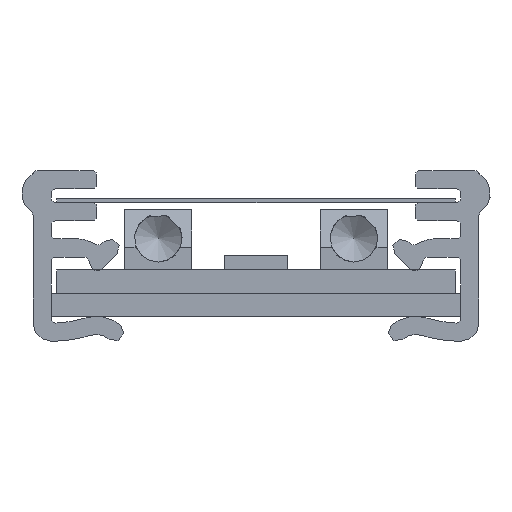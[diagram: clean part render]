
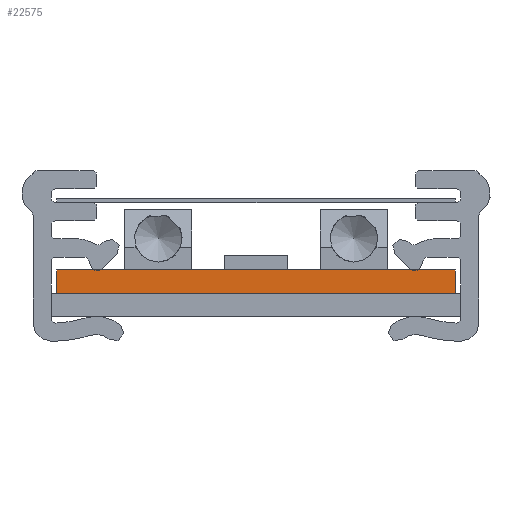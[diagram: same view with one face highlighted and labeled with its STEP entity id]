
A CAD part, front view. The second image highlights one B-rep face of the part: STEP entity #22575.
In plain terms, the highlighted planar face has unit normal (0, -1, 0).
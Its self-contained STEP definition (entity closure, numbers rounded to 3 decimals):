
#1626=FACE_OUTER_BOUND('',#2949,.T.);
#2949=EDGE_LOOP('',(#18874,#18875,#18876,#18877));
#5720=LINE('',#35334,#8458);
#5721=LINE('',#35337,#8459);
#5722=LINE('',#35339,#8460);
#5723=LINE('',#35340,#8461);
#8458=VECTOR('',#29319,10.);
#8459=VECTOR('',#29322,10.);
#8460=VECTOR('',#29323,10.);
#8461=VECTOR('',#29324,10.);
#10408=VERTEX_POINT('',#35330);
#10409=VERTEX_POINT('',#35332);
#10410=VERTEX_POINT('',#35336);
#10411=VERTEX_POINT('',#35338);
#13300=EDGE_CURVE('',#10408,#10409,#5720,.T.);
#13301=EDGE_CURVE('',#10410,#10408,#5721,.T.);
#13302=EDGE_CURVE('',#10411,#10409,#5722,.T.);
#13303=EDGE_CURVE('',#10410,#10411,#5723,.T.);
#18874=ORIENTED_EDGE('',*,*,#13301,.T.);
#18875=ORIENTED_EDGE('',*,*,#13300,.T.);
#18876=ORIENTED_EDGE('',*,*,#13302,.F.);
#18877=ORIENTED_EDGE('',*,*,#13303,.F.);
#20214=PLANE('',#23943);
#22575=ADVANCED_FACE('',(#1626),#20214,.T.);
#23943=AXIS2_PLACEMENT_3D('',#35335,#29320,#29321);
#29319=DIRECTION('',(0.,0.,1.));
#29320=DIRECTION('center_axis',(0.,-1.,0.));
#29321=DIRECTION('ref_axis',(1.,0.,0.));
#29322=DIRECTION('',(1.,0.,0.));
#29323=DIRECTION('',(1.,0.,0.));
#29324=DIRECTION('',(0.,0.,1.));
#35330=CARTESIAN_POINT('',(8.75,-560.5,1.));
#35332=CARTESIAN_POINT('',(8.75,-560.5,2.035));
#35334=CARTESIAN_POINT('',(8.75,-560.5,1.));
#35335=CARTESIAN_POINT('Origin',(-8.75,-560.5,1.));
#35336=CARTESIAN_POINT('',(-8.75,-560.5,1.));
#35337=CARTESIAN_POINT('',(-8.75,-560.5,1.));
#35338=CARTESIAN_POINT('',(-8.75,-560.5,2.035));
#35339=CARTESIAN_POINT('',(-8.75,-560.5,2.035));
#35340=CARTESIAN_POINT('',(-8.75,-560.5,1.));
